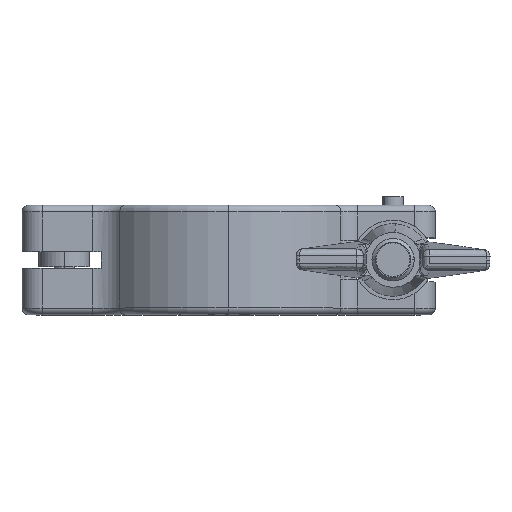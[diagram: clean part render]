
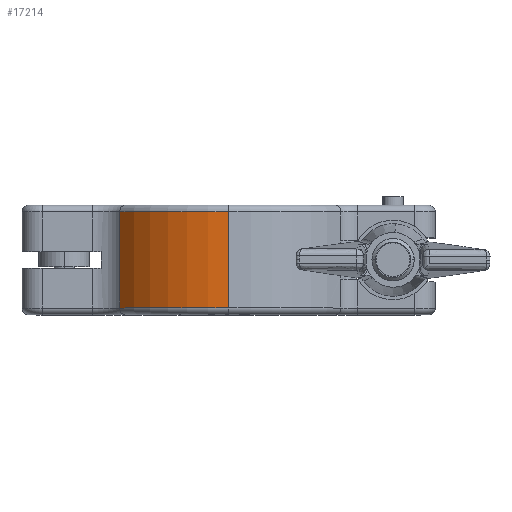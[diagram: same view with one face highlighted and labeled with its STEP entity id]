
A CAD part, top view. The second image highlights one B-rep face of the part: STEP entity #17214.
In plain terms, the highlighted cylindrical face has radius 20.447 mm (diameter 40.894 mm), a partial arc.
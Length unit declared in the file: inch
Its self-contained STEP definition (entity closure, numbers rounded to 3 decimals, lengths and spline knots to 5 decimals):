
#661 = DIRECTION ( 'NONE',  ( 0., -1., 0. ) ) ;
#1222 = CARTESIAN_POINT ( 'NONE',  ( 0.3792, 0.325, 0.38206 ) ) ;
#1896 = DIRECTION ( 'NONE',  ( 0., -1., 0. ) ) ;
#1901 = VECTOR ( 'NONE', #12932, 39.37008 ) ;
#2090 = ORIENTED_EDGE ( 'NONE', *, *, #11372, .T. ) ;
#2716 = AXIS2_PLACEMENT_3D ( 'NONE', #11284, #18497, #3956 ) ;
#2805 = VERTEX_POINT ( 'NONE', #15339 ) ;
#3956 = DIRECTION ( 'NONE',  ( 0., 0., 1. ) ) ;
#4212 = VERTEX_POINT ( 'NONE', #5417 ) ;
#4260 = CYLINDRICAL_SURFACE ( 'NONE', #8801, 0.805 ) ;
#4385 = VERTEX_POINT ( 'NONE', #14681 ) ;
#4491 = ORIENTED_EDGE ( 'NONE', *, *, #13719, .F. ) ;
#5166 = LINE ( 'NONE', #1222, #16740 ) ;
#5417 = CARTESIAN_POINT ( 'NONE',  ( 1.025, 0.285, 0.70646 ) ) ;
#6581 = DIRECTION ( 'NONE',  ( 0., 1., 0. ) ) ;
#6619 = CIRCLE ( 'NONE', #12905, 0.805 ) ;
#8617 = VERTEX_POINT ( 'NONE', #9674 ) ;
#8801 = AXIS2_PLACEMENT_3D ( 'NONE', #9992, #1896, #14921 ) ;
#9674 = CARTESIAN_POINT ( 'NONE',  ( 0.3792, 0.285, 0.38206 ) ) ;
#9992 = CARTESIAN_POINT ( 'NONE',  ( 1.025, 0.325, -0.09854 ) ) ;
#11116 = EDGE_CURVE ( 'NONE', #4212, #4385, #11436, .T. ) ;
#11284 = CARTESIAN_POINT ( 'NONE',  ( 1.025, -0.285, -0.09854 ) ) ;
#11372 = EDGE_CURVE ( 'NONE', #2805, #4385, #17668, .T. ) ;
#11387 = FACE_OUTER_BOUND ( 'NONE', #18132, .T. ) ;
#11436 = LINE ( 'NONE', #14240, #1901 ) ;
#11984 = EDGE_CURVE ( 'NONE', #4212, #8617, #6619, .T. ) ;
#12905 = AXIS2_PLACEMENT_3D ( 'NONE', #16138, #661, #16233 ) ;
#12932 = DIRECTION ( 'NONE',  ( 0., -1., 0. ) ) ;
#13719 = EDGE_CURVE ( 'NONE', #2805, #8617, #5166, .T. ) ;
#14240 = CARTESIAN_POINT ( 'NONE',  ( 1.025, 0.325, 0.70646 ) ) ;
#14681 = CARTESIAN_POINT ( 'NONE',  ( 1.025, -0.285, 0.70646 ) ) ;
#14921 = DIRECTION ( 'NONE',  ( 0., 0., 1. ) ) ;
#15339 = CARTESIAN_POINT ( 'NONE',  ( 0.3792, -0.285, 0.38206 ) ) ;
#16085 = ORIENTED_EDGE ( 'NONE', *, *, #11116, .F. ) ;
#16138 = CARTESIAN_POINT ( 'NONE',  ( 1.025, 0.285, -0.09854 ) ) ;
#16233 = DIRECTION ( 'NONE',  ( 0., 0., 1. ) ) ;
#16740 = VECTOR ( 'NONE', #6581, 39.37008 ) ;
#17214 = ADVANCED_FACE ( 'NONE', ( #11387 ), #4260, .T. ) ;
#17403 = ORIENTED_EDGE ( 'NONE', *, *, #11984, .T. ) ;
#17668 = CIRCLE ( 'NONE', #2716, 0.805 ) ;
#18132 = EDGE_LOOP ( 'NONE', ( #16085, #17403, #4491, #2090 ) ) ;
#18497 = DIRECTION ( 'NONE',  ( 0., 1., 0. ) ) ;
